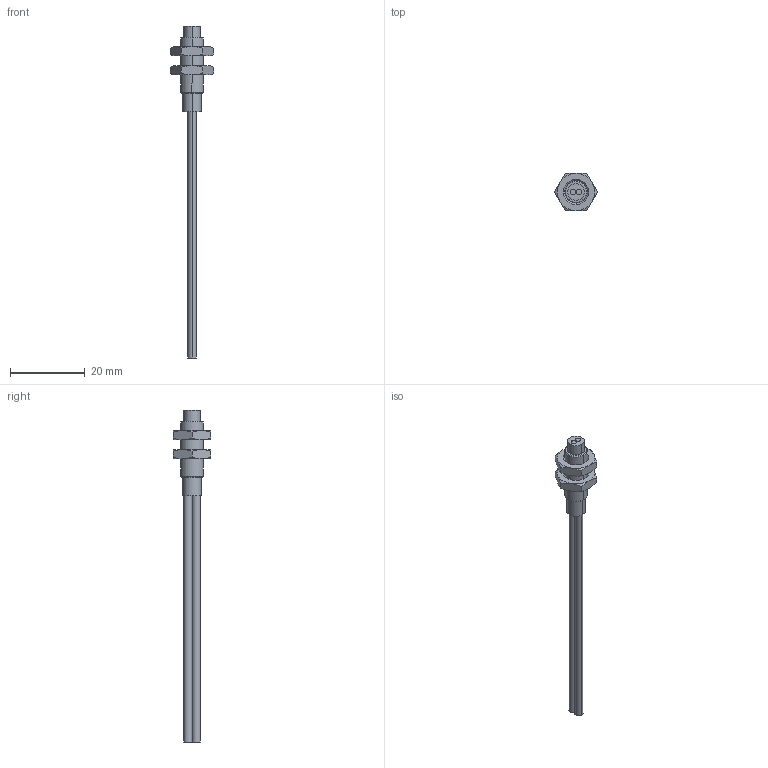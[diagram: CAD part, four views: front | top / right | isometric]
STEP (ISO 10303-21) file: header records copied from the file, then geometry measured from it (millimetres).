
FILE_DESCRIPTION((''),'2;1');
FILE_NAME('CAD2384','2016-08-23T',('cmozuch'),(''),'PRO/ENGINEER BY PARAMETRIC TECHNOLOGY CORPORATION, 2015440','PRO/ENGINEER BY PARAMETRIC TECHNOLOGY CORPORATION, 2015440','');
FILE_SCHEMA(('CONFIG_CONTROL_DESIGN'));
Length unit declared in the file: millimetre
Products named in the file (1): CAD2384
Bounding box: 11.55 x 10 x 89 mm (x, y, z)
Volume: 1352.3 mm3; surface area: 1706.3 mm2
Topology: 1 solids, 1 shells, 78 faces, 172 edges, 106 vertices
Faces by surface type: cone 36, plane 24, cylinder 18
Entity records: 3066 total; most frequent: CARTESIAN_POINT 750, DIRECTION 362, ORIENTED_EDGE 344, EDGE_CURVE 172, AXIS2_PLACEMENT_3D 160, VERTEX_POINT 106, EDGE_LOOP 88, CIRCLE 82
